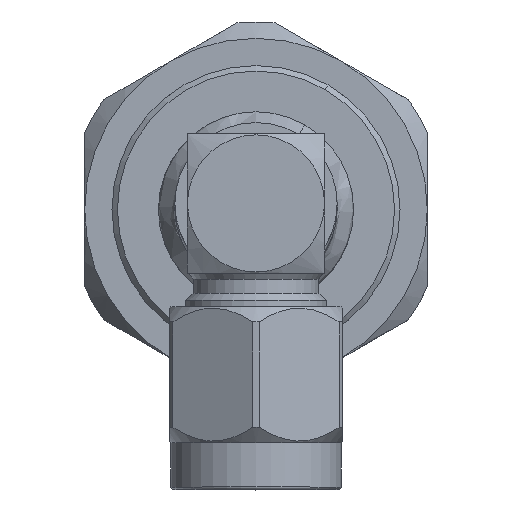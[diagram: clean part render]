
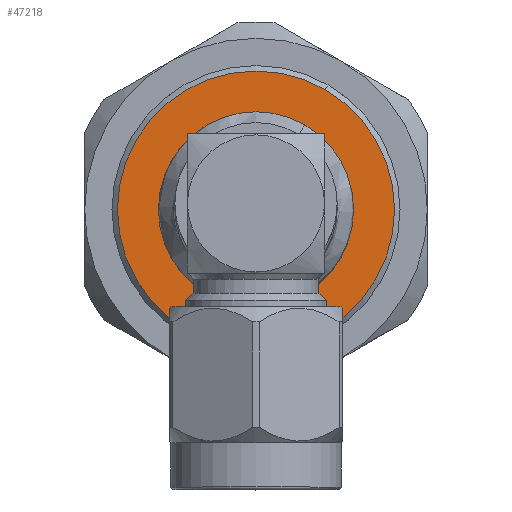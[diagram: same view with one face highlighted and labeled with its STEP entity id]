
A CAD part, top view. The second image highlights one B-rep face of the part: STEP entity #47218.
In plain terms, the highlighted face is planar.
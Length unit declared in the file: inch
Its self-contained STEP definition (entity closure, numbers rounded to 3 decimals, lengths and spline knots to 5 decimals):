
#663 = CARTESIAN_POINT ( 'NONE',  ( 0.605, 0., 0. ) ) ;
#2669 = DIRECTION ( 'NONE',  ( -1., 0., 0. ) ) ;
#4045 = DIRECTION ( 'NONE',  ( 0., -1., 0. ) ) ;
#7000 = EDGE_CURVE ( 'NONE', #60755, #13736, #68209, .T. ) ;
#8366 = FACE_OUTER_BOUND ( 'NONE', #73649, .T. ) ;
#8393 = AXIS2_PLACEMENT_3D ( 'NONE', #663, #37673, #38061 ) ;
#12706 = CARTESIAN_POINT ( 'NONE',  ( 0.605, 0.25267, 0. ) ) ;
#13736 = VERTEX_POINT ( 'NONE', #12706 ) ;
#16425 = CARTESIAN_POINT ( 'NONE',  ( 0.605, 0.178, 0. ) ) ;
#16987 = CIRCLE ( 'NONE', #28674, 0.178 ) ;
#20549 = PLANE ( 'NONE',  #60438 ) ;
#21002 = DIRECTION ( 'NONE',  ( 1., 0., 0. ) ) ;
#21550 = CARTESIAN_POINT ( 'NONE',  ( 0.605, 0., 0. ) ) ;
#22007 = CARTESIAN_POINT ( 'NONE',  ( 0.605, 0., 0. ) ) ;
#28674 = AXIS2_PLACEMENT_3D ( 'NONE', #45461, #21002, #45857 ) ;
#33164 = DIRECTION ( 'NONE',  ( 0., -1., 0. ) ) ;
#35823 = EDGE_CURVE ( 'NONE', #51124, #60881, #16987, .T. ) ;
#36616 = DIRECTION ( 'NONE',  ( 0., -1., 0. ) ) ;
#37673 = DIRECTION ( 'NONE',  ( 1., 0., 0. ) ) ;
#38061 = DIRECTION ( 'NONE',  ( 0., 1., 0. ) ) ;
#38461 = ORIENTED_EDGE ( 'NONE', *, *, #52141, .F. ) ;
#38978 = EDGE_CURVE ( 'NONE', #13736, #60755, #67450, .T. ) ;
#45461 = CARTESIAN_POINT ( 'NONE',  ( 0.605, 0., 0. ) ) ;
#45857 = DIRECTION ( 'NONE',  ( 0., 1., 0. ) ) ;
#46138 = AXIS2_PLACEMENT_3D ( 'NONE', #22007, #46845, #36616 ) ;
#46198 = FACE_BOUND ( 'NONE', #79364, .T. ) ;
#46845 = DIRECTION ( 'NONE',  ( -1., 0., 0. ) ) ;
#47218 = ADVANCED_FACE ( 'NONE', ( #46198, #8366 ), #20549, .F. ) ;
#48088 = CARTESIAN_POINT ( 'NONE',  ( 0.605, 0.25267, 0. ) ) ;
#51124 = VERTEX_POINT ( 'NONE', #53975 ) ;
#52141 = EDGE_CURVE ( 'NONE', #60881, #51124, #78544, .T. ) ;
#53975 = CARTESIAN_POINT ( 'NONE',  ( 0.605, -0.178, 0. ) ) ;
#59833 = ORIENTED_EDGE ( 'NONE', *, *, #38978, .F. ) ;
#60438 = AXIS2_PLACEMENT_3D ( 'NONE', #48088, #2669, #33164 ) ;
#60755 = VERTEX_POINT ( 'NONE', #77134 ) ;
#60881 = VERTEX_POINT ( 'NONE', #16425 ) ;
#67299 = ORIENTED_EDGE ( 'NONE', *, *, #35823, .F. ) ;
#67450 = CIRCLE ( 'NONE', #75244, 0.25267 ) ;
#68209 = CIRCLE ( 'NONE', #46138, 0.25267 ) ;
#72399 = DIRECTION ( 'NONE',  ( -1., 0., 0. ) ) ;
#73649 = EDGE_LOOP ( 'NONE', ( #80035, #59833 ) ) ;
#75244 = AXIS2_PLACEMENT_3D ( 'NONE', #21550, #72399, #4045 ) ;
#77134 = CARTESIAN_POINT ( 'NONE',  ( 0.605, -0.25267, 0. ) ) ;
#78544 = CIRCLE ( 'NONE', #8393, 0.178 ) ;
#79364 = EDGE_LOOP ( 'NONE', ( #38461, #67299 ) ) ;
#80035 = ORIENTED_EDGE ( 'NONE', *, *, #7000, .F. ) ;
